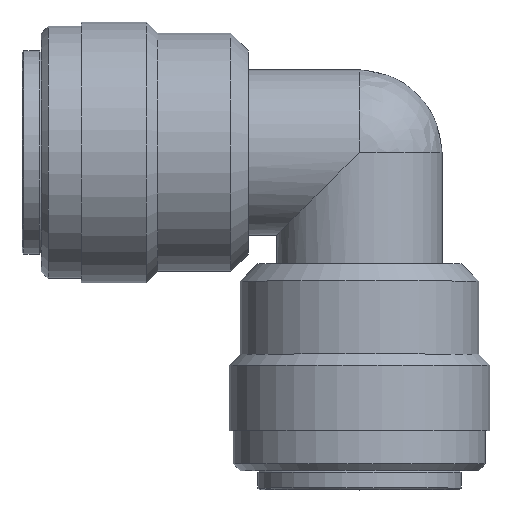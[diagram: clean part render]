
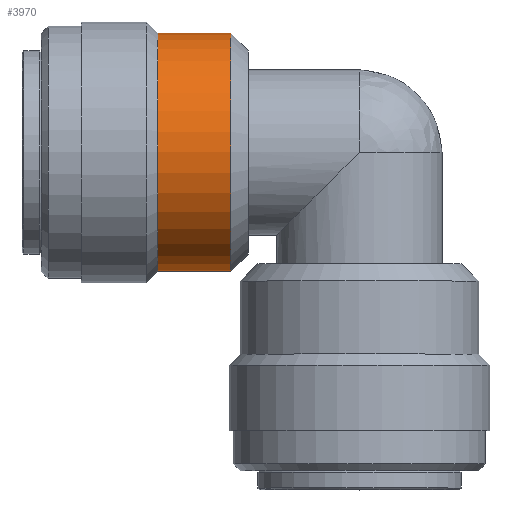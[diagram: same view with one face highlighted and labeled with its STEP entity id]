
A CAD part, top view. The second image highlights one B-rep face of the part: STEP entity #3970.
In plain terms, the highlighted cylindrical face has radius 6.85 mm (diameter 13.7 mm), a full revolution.
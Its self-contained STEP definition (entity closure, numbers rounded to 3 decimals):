
#946=CYLINDRICAL_SURFACE('',#4181,6.85);
#1036=FACE_BOUND('',#1616,.T.);
#1284=FACE_OUTER_BOUND('',#1615,.T.);
#1615=EDGE_LOOP('',(#3687));
#1616=EDGE_LOOP('',(#3688));
#1707=CIRCLE('',#4173,6.85);
#1712=CIRCLE('',#4182,6.85);
#2091=VERTEX_POINT('',#7648);
#2096=VERTEX_POINT('',#7662);
#2627=EDGE_CURVE('',#2091,#2091,#1707,.T.);
#2632=EDGE_CURVE('',#2096,#2096,#1712,.T.);
#3687=ORIENTED_EDGE('',*,*,#2632,.T.);
#3688=ORIENTED_EDGE('',*,*,#2627,.F.);
#3970=ADVANCED_FACE('',(#1284,#1036),#946,.T.);
#4173=AXIS2_PLACEMENT_3D('',#7649,#4813,#4814);
#4181=AXIS2_PLACEMENT_3D('',#7661,#4829,#4830);
#4182=AXIS2_PLACEMENT_3D('',#7663,#4831,#4832);
#4813=DIRECTION('center_axis',(1.,0.,0.));
#4814=DIRECTION('ref_axis',(0.,1.,0.));
#4829=DIRECTION('center_axis',(1.,0.,0.));
#4830=DIRECTION('ref_axis',(0.,1.,0.));
#4831=DIRECTION('center_axis',(1.,0.,0.));
#4832=DIRECTION('ref_axis',(0.,1.,0.));
#7648=CARTESIAN_POINT('',(5.7,-6.85,0.));
#7649=CARTESIAN_POINT('Origin',(5.7,0.,0.));
#7661=CARTESIAN_POINT('Origin',(4.1,0.,0.));
#7662=CARTESIAN_POINT('',(1.5,6.85,0.));
#7663=CARTESIAN_POINT('Origin',(1.5,0.,0.));
